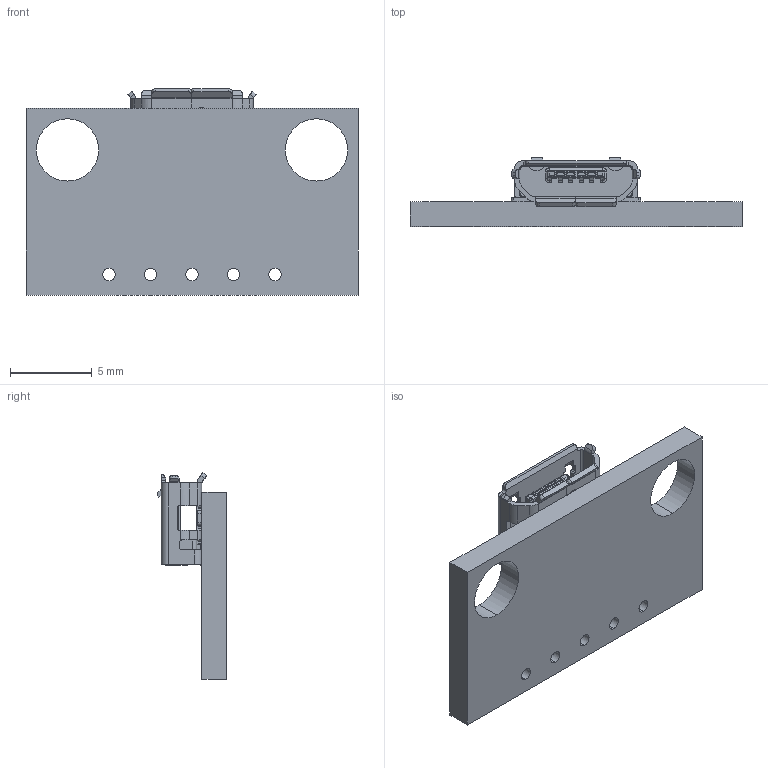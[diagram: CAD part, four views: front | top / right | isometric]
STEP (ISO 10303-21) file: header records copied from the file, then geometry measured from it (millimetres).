
FILE_DESCRIPTION (( 'STEP AP214' ), '1' );
FILE_NAME ('ASM - Breakout Board Micro B.STEP', '2017-12-07T02:59:37', ( '' ), ( '' ), 'SwSTEP 2.0', 'SolidWorks 2017', '' );
FILE_SCHEMA (( 'AUTOMOTIVE_DESIGN' ));
Length unit declared in the file: millimetre
Products named in the file (3): Parts - micro_B; Parts - PCB; ASM - Breakout Board Micro B
Assembly tree (2 placements, depth 2):
  ASM - Breakout Board Micro B
    Parts - PCB
    Parts - micro_B
Bounding box: 20.32 x 4.21 x 12.63 mm (x, y, z)
Volume: 357.1 mm3; surface area: 835.1 mm2
Topology: 3 solids, 3 shells, 677 faces, 2021 edges, 1364 vertices
Faces by surface type: plane 389, cylinder 252, bspline 28, cone 8
Entity records: 25859 total; most frequent: CARTESIAN_POINT 8623, ORIENTED_EDGE 4024, DIRECTION 2784, EDGE_CURVE 2012, VERTEX_POINT 1364, LINE 1098, VECTOR 1098, AXIS2_PLACEMENT_3D 843
